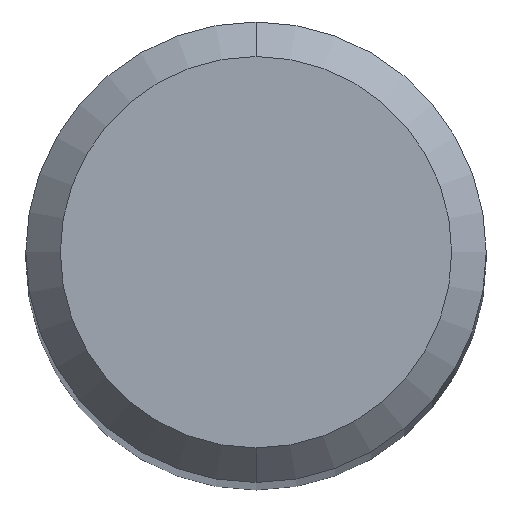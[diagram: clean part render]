
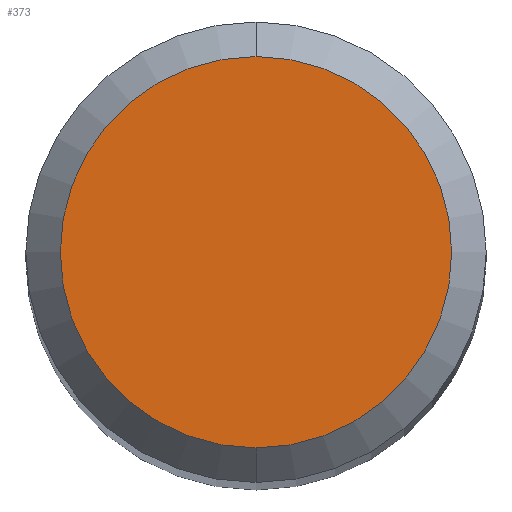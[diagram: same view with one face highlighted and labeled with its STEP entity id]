
A CAD part, top view. The second image highlights one B-rep face of the part: STEP entity #373.
In plain terms, the highlighted planar face has unit normal (0, 0, 1).
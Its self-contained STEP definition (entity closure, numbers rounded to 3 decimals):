
#373=ADVANCED_FACE('',(#1029),#1030,.T.);
#479=VERTEX_POINT('',#1146);
#557=EDGE_CURVE('',#603,#479,#1233,.T.);
#603=VERTEX_POINT('',#1282);
#929=EDGE_CURVE('',#479,#603,#1638,.T.);
#1029=FACE_OUTER_BOUND('',#1744,.T.);
#1030=PLANE('',#1745);
#1146=CARTESIAN_POINT('',(0.0,1.7,0.0));
#1233=CIRCLE('',#2690,1.7);
#1282=CARTESIAN_POINT('',(0.,-1.7,0.0));
#1638=CIRCLE('',#4524,1.7);
#1744=EDGE_LOOP('',(#4823,#4824));
#1745=AXIS2_PLACEMENT_3D('',#4825,#4826,#4827);
#2690=AXIS2_PLACEMENT_3D('',#5049,#5050,#5051);
#4524=AXIS2_PLACEMENT_3D('',#5464,#5465,#5466);
#4823=ORIENTED_EDGE('',*,*,#929,.F.);
#4824=ORIENTED_EDGE('',*,*,#557,.F.);
#4825=CARTESIAN_POINT('',(0.0,0.85,0.0));
#4826=DIRECTION('',(-0.0,0.0,1.0));
#4827=DIRECTION('',(0.0,-1.0,0.0));
#5049=CARTESIAN_POINT('',(0.0,0.0,0.0));
#5050=DIRECTION('',(0.0,0.0,-1.0));
#5051=DIRECTION('',(0.0,1.0,0.0));
#5464=CARTESIAN_POINT('',(0.0,0.0,0.0));
#5465=DIRECTION('',(0.0,0.0,-1.0));
#5466=DIRECTION('',(0.0,1.0,0.0));
